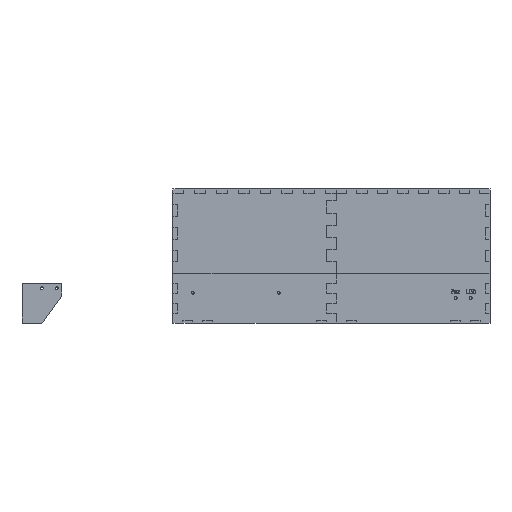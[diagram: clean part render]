
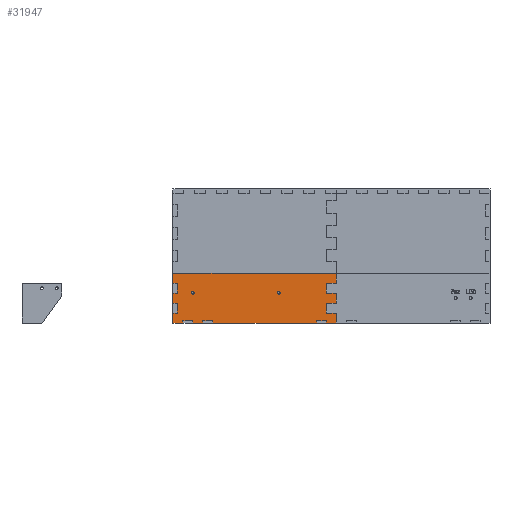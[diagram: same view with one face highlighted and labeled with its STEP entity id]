
A CAD part, front view. The second image highlights one B-rep face of the part: STEP entity #31947.
In plain terms, the highlighted planar face has unit normal (0, -1, 0).
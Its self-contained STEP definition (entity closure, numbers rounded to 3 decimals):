
#583=FACE_BOUND('',#2870,.T.);
#584=FACE_BOUND('',#2871,.T.);
#821=CIRCLE('',#33715,2.75);
#823=CIRCLE('',#33718,2.75);
#1127=FACE_OUTER_BOUND('',#2869,.T.);
#2869=EDGE_LOOP('',(#21517,#21518,#21519,#21520,#21521,#21522,#21523,#21524,
#21525,#21526,#21527,#21528,#21529,#21530,#21531,#21532,#21533,#21534,#21535,
#21536,#21537,#21538,#21539,#21540,#21541,#21542,#21543,#21544,#21545,#21546,
#21547,#21548));
#2870=EDGE_LOOP('',(#21549));
#2871=EDGE_LOOP('',(#21550));
#4749=LINE('',#43946,#9018);
#4754=LINE('',#43955,#9023);
#4755=LINE('',#43958,#9024);
#4787=LINE('',#44022,#9056);
#4790=LINE('',#44028,#9059);
#4792=LINE('',#44031,#9061);
#4794=LINE('',#44035,#9063);
#4797=LINE('',#44041,#9066);
#4799=LINE('',#44046,#9068);
#4801=LINE('',#44049,#9070);
#4802=LINE('',#44051,#9071);
#4803=LINE('',#44054,#9072);
#4807=LINE('',#44061,#9076);
#4808=LINE('',#44064,#9077);
#4811=LINE('',#44069,#9080);
#4814=LINE('',#44075,#9083);
#4816=LINE('',#44080,#9085);
#4818=LINE('',#44083,#9087);
#4819=LINE('',#44086,#9088);
#4820=LINE('',#44088,#9089);
#4821=LINE('',#44090,#9090);
#4822=LINE('',#44092,#9091);
#4823=LINE('',#44094,#9092);
#4824=LINE('',#44096,#9093);
#4825=LINE('',#44098,#9094);
#4826=LINE('',#44100,#9095);
#4827=LINE('',#44102,#9096);
#4828=LINE('',#44104,#9097);
#4829=LINE('',#44106,#9098);
#4830=LINE('',#44107,#9099);
#4831=LINE('',#44108,#9100);
#4832=LINE('',#44109,#9101);
#9018=VECTOR('',#35902,10.);
#9023=VECTOR('',#35909,10.);
#9024=VECTOR('',#35912,10.);
#9056=VECTOR('',#35948,10.);
#9059=VECTOR('',#35953,10.);
#9061=VECTOR('',#35957,10.);
#9063=VECTOR('',#35961,10.);
#9066=VECTOR('',#35966,10.);
#9068=VECTOR('',#35970,10.);
#9070=VECTOR('',#35974,10.);
#9071=VECTOR('',#35977,10.);
#9072=VECTOR('',#35980,10.);
#9076=VECTOR('',#35986,10.);
#9077=VECTOR('',#35989,10.);
#9080=VECTOR('',#35994,10.);
#9083=VECTOR('',#35999,10.);
#9085=VECTOR('',#36003,10.);
#9087=VECTOR('',#36007,10.);
#9088=VECTOR('',#36010,10.);
#9089=VECTOR('',#36011,10.);
#9090=VECTOR('',#36012,10.);
#9091=VECTOR('',#36013,10.);
#9092=VECTOR('',#36014,10.);
#9093=VECTOR('',#36015,10.);
#9094=VECTOR('',#36016,10.);
#9095=VECTOR('',#36017,10.);
#9096=VECTOR('',#36018,10.);
#9097=VECTOR('',#36019,10.);
#9098=VECTOR('',#36020,10.);
#9099=VECTOR('',#36021,10.);
#9100=VECTOR('',#36022,10.);
#9101=VECTOR('',#36023,10.);
#13287=VERTEX_POINT('',#43930);
#13289=VERTEX_POINT('',#43936);
#13291=VERTEX_POINT('',#43942);
#13293=VERTEX_POINT('',#43945);
#13296=VERTEX_POINT('',#43953);
#13297=VERTEX_POINT('',#43957);
#13327=VERTEX_POINT('',#44021);
#13328=VERTEX_POINT('',#44025);
#13329=VERTEX_POINT('',#44027);
#13330=VERTEX_POINT('',#44033);
#13331=VERTEX_POINT('',#44037);
#13332=VERTEX_POINT('',#44039);
#13333=VERTEX_POINT('',#44043);
#13334=VERTEX_POINT('',#44045);
#13335=VERTEX_POINT('',#44053);
#13336=VERTEX_POINT('',#44057);
#13337=VERTEX_POINT('',#44059);
#13338=VERTEX_POINT('',#44063);
#13339=VERTEX_POINT('',#44067);
#13340=VERTEX_POINT('',#44071);
#13341=VERTEX_POINT('',#44073);
#13342=VERTEX_POINT('',#44077);
#13343=VERTEX_POINT('',#44079);
#13344=VERTEX_POINT('',#44085);
#13345=VERTEX_POINT('',#44087);
#13346=VERTEX_POINT('',#44089);
#13347=VERTEX_POINT('',#44091);
#13348=VERTEX_POINT('',#44093);
#13349=VERTEX_POINT('',#44095);
#13350=VERTEX_POINT('',#44097);
#13351=VERTEX_POINT('',#44099);
#13352=VERTEX_POINT('',#44101);
#13353=VERTEX_POINT('',#44103);
#13354=VERTEX_POINT('',#44105);
#16492=EDGE_CURVE('',#13287,#13287,#821,.T.);
#16495=EDGE_CURVE('',#13289,#13289,#823,.T.);
#16499=EDGE_CURVE('',#13293,#13291,#4749,.T.);
#16504=EDGE_CURVE('',#13291,#13296,#4754,.T.);
#16505=EDGE_CURVE('',#13297,#13293,#4755,.T.);
#16537=EDGE_CURVE('',#13327,#13297,#4787,.T.);
#16540=EDGE_CURVE('',#13329,#13328,#4790,.T.);
#16542=EDGE_CURVE('',#13328,#13327,#4792,.T.);
#16544=EDGE_CURVE('',#13330,#13329,#4794,.T.);
#16547=EDGE_CURVE('',#13331,#13332,#4797,.T.);
#16549=EDGE_CURVE('',#13334,#13333,#4799,.T.);
#16551=EDGE_CURVE('',#13332,#13334,#4801,.T.);
#16552=EDGE_CURVE('',#13333,#13330,#4802,.T.);
#16553=EDGE_CURVE('',#13335,#13331,#4803,.T.);
#16557=EDGE_CURVE('',#13336,#13337,#4807,.T.);
#16558=EDGE_CURVE('',#13338,#13336,#4808,.T.);
#16561=EDGE_CURVE('',#13337,#13339,#4811,.T.);
#16564=EDGE_CURVE('',#13340,#13341,#4814,.T.);
#16566=EDGE_CURVE('',#13343,#13342,#4816,.T.);
#16568=EDGE_CURVE('',#13342,#13340,#4818,.T.);
#16569=EDGE_CURVE('',#13296,#13344,#4819,.T.);
#16570=EDGE_CURVE('',#13345,#13344,#4820,.T.);
#16571=EDGE_CURVE('',#13345,#13346,#4821,.T.);
#16572=EDGE_CURVE('',#13346,#13347,#4822,.T.);
#16573=EDGE_CURVE('',#13347,#13348,#4823,.T.);
#16574=EDGE_CURVE('',#13349,#13348,#4824,.T.);
#16575=EDGE_CURVE('',#13349,#13350,#4825,.T.);
#16576=EDGE_CURVE('',#13350,#13351,#4826,.T.);
#16577=EDGE_CURVE('',#13351,#13352,#4827,.T.);
#16578=EDGE_CURVE('',#13353,#13352,#4828,.T.);
#16579=EDGE_CURVE('',#13353,#13354,#4829,.T.);
#16580=EDGE_CURVE('',#13354,#13338,#4830,.F.);
#16581=EDGE_CURVE('',#13339,#13343,#4831,.F.);
#16582=EDGE_CURVE('',#13341,#13335,#4832,.F.);
#21517=ORIENTED_EDGE('',*,*,#16504,.T.);
#21518=ORIENTED_EDGE('',*,*,#16569,.T.);
#21519=ORIENTED_EDGE('',*,*,#16570,.F.);
#21520=ORIENTED_EDGE('',*,*,#16571,.T.);
#21521=ORIENTED_EDGE('',*,*,#16572,.T.);
#21522=ORIENTED_EDGE('',*,*,#16573,.T.);
#21523=ORIENTED_EDGE('',*,*,#16574,.F.);
#21524=ORIENTED_EDGE('',*,*,#16575,.T.);
#21525=ORIENTED_EDGE('',*,*,#16576,.T.);
#21526=ORIENTED_EDGE('',*,*,#16577,.T.);
#21527=ORIENTED_EDGE('',*,*,#16578,.F.);
#21528=ORIENTED_EDGE('',*,*,#16579,.T.);
#21529=ORIENTED_EDGE('',*,*,#16580,.T.);
#21530=ORIENTED_EDGE('',*,*,#16558,.T.);
#21531=ORIENTED_EDGE('',*,*,#16557,.T.);
#21532=ORIENTED_EDGE('',*,*,#16561,.T.);
#21533=ORIENTED_EDGE('',*,*,#16581,.T.);
#21534=ORIENTED_EDGE('',*,*,#16566,.T.);
#21535=ORIENTED_EDGE('',*,*,#16568,.T.);
#21536=ORIENTED_EDGE('',*,*,#16564,.T.);
#21537=ORIENTED_EDGE('',*,*,#16582,.T.);
#21538=ORIENTED_EDGE('',*,*,#16553,.T.);
#21539=ORIENTED_EDGE('',*,*,#16547,.T.);
#21540=ORIENTED_EDGE('',*,*,#16551,.T.);
#21541=ORIENTED_EDGE('',*,*,#16549,.T.);
#21542=ORIENTED_EDGE('',*,*,#16552,.T.);
#21543=ORIENTED_EDGE('',*,*,#16544,.T.);
#21544=ORIENTED_EDGE('',*,*,#16540,.T.);
#21545=ORIENTED_EDGE('',*,*,#16542,.T.);
#21546=ORIENTED_EDGE('',*,*,#16537,.T.);
#21547=ORIENTED_EDGE('',*,*,#16505,.T.);
#21548=ORIENTED_EDGE('',*,*,#16499,.T.);
#21549=ORIENTED_EDGE('',*,*,#16492,.T.);
#21550=ORIENTED_EDGE('',*,*,#16495,.T.);
#30451=PLANE('',#33739);
#31947=ADVANCED_FACE('',(#1127,#583,#584),#30451,.T.);
#33715=AXIS2_PLACEMENT_3D('',#43931,#35887,#35888);
#33718=AXIS2_PLACEMENT_3D('',#43937,#35894,#35895);
#33739=AXIS2_PLACEMENT_3D('',#44084,#36008,#36009);
#35887=DIRECTION('center_axis',(0.,1.,0.));
#35888=DIRECTION('ref_axis',(1.,0.,0.));
#35894=DIRECTION('center_axis',(0.,1.,0.));
#35895=DIRECTION('ref_axis',(1.,0.,0.));
#35902=DIRECTION('',(1.,0.,0.));
#35909=DIRECTION('',(0.,0.,-1.));
#35912=DIRECTION('',(0.,0.,1.));
#35948=DIRECTION('',(1.,0.,0.));
#35953=DIRECTION('',(1.,0.,0.));
#35957=DIRECTION('',(0.,0.,-1.));
#35961=DIRECTION('',(0.,0.,1.));
#35966=DIRECTION('',(0.,0.,1.));
#35970=DIRECTION('',(0.,0.,-1.));
#35974=DIRECTION('',(1.,0.,0.));
#35977=DIRECTION('',(1.,0.,0.));
#35980=DIRECTION('',(1.,0.,0.));
#35986=DIRECTION('',(0.,0.,-1.));
#35989=DIRECTION('',(1.,0.,0.));
#35994=DIRECTION('',(-1.,0.,0.));
#35999=DIRECTION('',(-1.,0.,0.));
#36003=DIRECTION('',(1.,0.,0.));
#36007=DIRECTION('',(0.,0.,-1.));
#36008=DIRECTION('center_axis',(0.,-1.,0.));
#36009=DIRECTION('ref_axis',(0.,0.,-1.));
#36010=DIRECTION('',(1.,0.,0.));
#36011=DIRECTION('',(0.,0.,-1.));
#36012=DIRECTION('',(-1.,0.,0.));
#36013=DIRECTION('',(0.,0.,1.));
#36014=DIRECTION('',(1.,0.,0.));
#36015=DIRECTION('',(0.,0.,-1.));
#36016=DIRECTION('',(-1.,0.,0.));
#36017=DIRECTION('',(0.,0.,1.));
#36018=DIRECTION('',(1.,0.,0.));
#36019=DIRECTION('',(0.,0.,-1.));
#36020=DIRECTION('',(-1.,0.,0.));
#36021=DIRECTION('',(0.,0.,1.));
#36022=DIRECTION('',(0.,0.,1.));
#36023=DIRECTION('',(0.,0.,1.));
#43930=CARTESIAN_POINT('',(28.25,-9.,61.));
#43931=CARTESIAN_POINT('Origin',(31.,-9.,61.));
#43936=CARTESIAN_POINT('',(201.25,-9.,61.));
#43937=CARTESIAN_POINT('Origin',(204.,-9.,61.));
#43942=CARTESIAN_POINT('',(300.,-9.,5.));
#43945=CARTESIAN_POINT('',(280.,-9.,5.));
#43946=CARTESIAN_POINT('',(155.,-9.,5.));
#43953=CARTESIAN_POINT('',(300.,-9.,0.));
#43955=CARTESIAN_POINT('',(300.,-9.,51.25));
#43957=CARTESIAN_POINT('',(280.,-9.,0.));
#43958=CARTESIAN_POINT('',(280.,-9.,51.25));
#44021=CARTESIAN_POINT('',(71.,-9.,0.));
#44022=CARTESIAN_POINT('',(0.,-9.,0.));
#44025=CARTESIAN_POINT('',(71.,-9.,5.));
#44027=CARTESIAN_POINT('',(51.,-9.,5.));
#44028=CARTESIAN_POINT('',(20.5,-9.,5.));
#44031=CARTESIAN_POINT('',(71.,-9.,51.25));
#44033=CARTESIAN_POINT('',(51.,-9.,0.));
#44035=CARTESIAN_POINT('',(51.,-9.,51.25));
#44037=CARTESIAN_POINT('',(11.,-9.,0.));
#44039=CARTESIAN_POINT('',(11.,-9.,5.));
#44041=CARTESIAN_POINT('',(11.,-9.,51.25));
#44043=CARTESIAN_POINT('',(31.,-9.,0.));
#44045=CARTESIAN_POINT('',(31.,-9.,5.));
#44046=CARTESIAN_POINT('',(31.,-9.,51.25));
#44049=CARTESIAN_POINT('',(20.5,-9.,5.));
#44051=CARTESIAN_POINT('',(0.,-9.,0.));
#44053=CARTESIAN_POINT('',(-9.,-9.,0.));
#44054=CARTESIAN_POINT('',(0.,-9.,0.));
#44057=CARTESIAN_POINT('',(0.,-9.,80.));
#44059=CARTESIAN_POINT('',(0.,-9.,60.));
#44061=CARTESIAN_POINT('',(0.,-9.,107.5));
#44063=CARTESIAN_POINT('',(-9.,-9.,80.));
#44064=CARTESIAN_POINT('',(-2.25,-9.,80.));
#44067=CARTESIAN_POINT('',(-9.,-9.,60.));
#44069=CARTESIAN_POINT('',(-2.25,-9.,60.));
#44071=CARTESIAN_POINT('',(0.,-9.,20.));
#44073=CARTESIAN_POINT('',(-9.,-9.,20.));
#44075=CARTESIAN_POINT('',(-2.25,-9.,20.));
#44077=CARTESIAN_POINT('',(0.,-9.,40.));
#44079=CARTESIAN_POINT('',(-9.,-9.,40.));
#44080=CARTESIAN_POINT('',(-2.25,-9.,40.));
#44083=CARTESIAN_POINT('',(0.,-9.,107.5));
#44084=CARTESIAN_POINT('Origin',(0.,-9.,100.));
#44085=CARTESIAN_POINT('',(320.,-9.,0.));
#44086=CARTESIAN_POINT('',(0.,-9.,0.));
#44087=CARTESIAN_POINT('',(320.,-9.,20.));
#44088=CARTESIAN_POINT('',(320.,-9.,107.5));
#44089=CARTESIAN_POINT('',(300.,-9.,20.));
#44090=CARTESIAN_POINT('',(155.,-9.,20.));
#44091=CARTESIAN_POINT('',(300.,-9.,40.));
#44092=CARTESIAN_POINT('',(300.,-9.,107.5));
#44093=CARTESIAN_POINT('',(320.,-9.,40.));
#44094=CARTESIAN_POINT('',(155.,-9.,40.));
#44095=CARTESIAN_POINT('',(320.,-9.,60.));
#44096=CARTESIAN_POINT('',(320.,-9.,107.5));
#44097=CARTESIAN_POINT('',(300.,-9.,60.));
#44098=CARTESIAN_POINT('',(155.,-9.,60.));
#44099=CARTESIAN_POINT('',(300.,-9.,80.));
#44100=CARTESIAN_POINT('',(300.,-9.,107.5));
#44101=CARTESIAN_POINT('',(320.,-9.,80.));
#44102=CARTESIAN_POINT('',(155.,-9.,80.));
#44103=CARTESIAN_POINT('',(320.,-9.,100.));
#44104=CARTESIAN_POINT('',(320.,-9.,107.5));
#44105=CARTESIAN_POINT('',(-9.,-9.,100.));
#44106=CARTESIAN_POINT('',(0.,-9.,100.));
#44107=CARTESIAN_POINT('',(-9.,-9.,100.));
#44108=CARTESIAN_POINT('',(-9.,-9.,100.));
#44109=CARTESIAN_POINT('',(-9.,-9.,100.));
